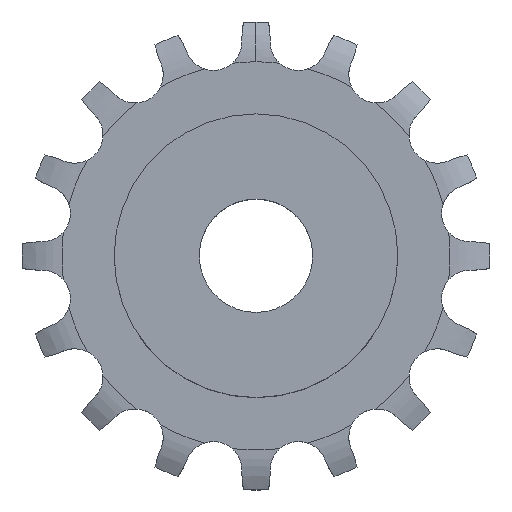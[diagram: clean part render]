
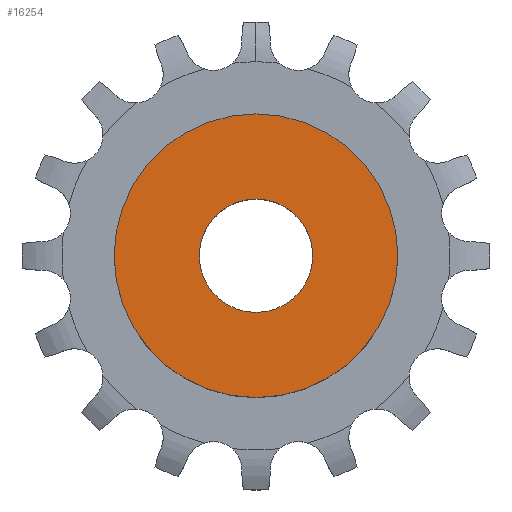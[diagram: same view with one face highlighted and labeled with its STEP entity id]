
A CAD part, top view. The second image highlights one B-rep face of the part: STEP entity #16254.
In plain terms, the highlighted planar face has unit normal (0, 0, 1).
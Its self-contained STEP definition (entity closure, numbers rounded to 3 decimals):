
#2704 = CYLINDRICAL_SURFACE('',#2705,4.);
#2705 = AXIS2_PLACEMENT_3D('',#2706,#2707,#2708);
#2706 = CARTESIAN_POINT('',(0.,0.,48.93));
#2707 = DIRECTION('',(0.,0.,1.));
#2708 = DIRECTION('',(1.,0.,-0.));
#4810 = CYLINDRICAL_SURFACE('',#4811,10.);
#4811 = AXIS2_PLACEMENT_3D('',#4812,#4813,#4814);
#4812 = CARTESIAN_POINT('',(0.,0.,0.));
#4813 = DIRECTION('',(-0.,-0.,-1.));
#4814 = DIRECTION('',(1.,0.,0.));
#13268 = EDGE_CURVE('',#13269,#13269,#13271,.T.);
#13269 = VERTEX_POINT('',#13270);
#13270 = CARTESIAN_POINT('',(4.,0.,11.7));
#13271 = SURFACE_CURVE('',#13272,(#13277,#13284),.PCURVE_S1.);
#13272 = CIRCLE('',#13273,4.);
#13273 = AXIS2_PLACEMENT_3D('',#13274,#13275,#13276);
#13274 = CARTESIAN_POINT('',(0.,0.,11.7));
#13275 = DIRECTION('',(0.,0.,1.));
#13276 = DIRECTION('',(1.,0.,-0.));
#13277 = PCURVE('',#2704,#13278);
#13278 = DEFINITIONAL_REPRESENTATION('',(#13279),#13283);
#13279 = LINE('',#13280,#13281);
#13280 = CARTESIAN_POINT('',(0.,-37.23));
#13281 = VECTOR('',#13282,1.);
#13282 = DIRECTION('',(1.,0.));
#13283 = ( GEOMETRIC_REPRESENTATION_CONTEXT(2) 
PARAMETRIC_REPRESENTATION_CONTEXT() REPRESENTATION_CONTEXT('2D SPACE',''
  ) );
#13284 = PCURVE('',#13285,#13290);
#13285 = PLANE('',#13286);
#13286 = AXIS2_PLACEMENT_3D('',#13287,#13288,#13289);
#13287 = CARTESIAN_POINT('',(0.,0.,11.7));
#13288 = DIRECTION('',(-0.,0.,1.));
#13289 = DIRECTION('',(0.,-1.,0.));
#13290 = DEFINITIONAL_REPRESENTATION('',(#13291),#13295);
#13291 = CIRCLE('',#13292,4.);
#13292 = AXIS2_PLACEMENT_2D('',#13293,#13294);
#13293 = CARTESIAN_POINT('',(0.,0.));
#13294 = DIRECTION('',(0.,1.));
#13295 = ( GEOMETRIC_REPRESENTATION_CONTEXT(2) 
PARAMETRIC_REPRESENTATION_CONTEXT() REPRESENTATION_CONTEXT('2D SPACE',''
  ) );
#15232 = VERTEX_POINT('',#15233);
#15233 = CARTESIAN_POINT('',(10.,0.,11.7));
#15254 = EDGE_CURVE('',#15232,#15232,#15255,.T.);
#15255 = SURFACE_CURVE('',#15256,(#15261,#15268),.PCURVE_S1.);
#15256 = CIRCLE('',#15257,10.);
#15257 = AXIS2_PLACEMENT_3D('',#15258,#15259,#15260);
#15258 = CARTESIAN_POINT('',(0.,0.,11.7));
#15259 = DIRECTION('',(0.,0.,1.));
#15260 = DIRECTION('',(1.,0.,0.));
#15261 = PCURVE('',#4810,#15262);
#15262 = DEFINITIONAL_REPRESENTATION('',(#15263),#15267);
#15263 = LINE('',#15264,#15265);
#15264 = CARTESIAN_POINT('',(-0.,-11.7));
#15265 = VECTOR('',#15266,1.);
#15266 = DIRECTION('',(-1.,0.));
#15267 = ( GEOMETRIC_REPRESENTATION_CONTEXT(2) 
PARAMETRIC_REPRESENTATION_CONTEXT() REPRESENTATION_CONTEXT('2D SPACE',''
  ) );
#15268 = PCURVE('',#13285,#15269);
#15269 = DEFINITIONAL_REPRESENTATION('',(#15270),#15274);
#15270 = CIRCLE('',#15271,10.);
#15271 = AXIS2_PLACEMENT_2D('',#15272,#15273);
#15272 = CARTESIAN_POINT('',(0.,0.));
#15273 = DIRECTION('',(0.,1.));
#15274 = ( GEOMETRIC_REPRESENTATION_CONTEXT(2) 
PARAMETRIC_REPRESENTATION_CONTEXT() REPRESENTATION_CONTEXT('2D SPACE',''
  ) );
#16254 = ADVANCED_FACE('',(#16255,#16258),#13285,.T.);
#16255 = FACE_BOUND('',#16256,.T.);
#16256 = EDGE_LOOP('',(#16257));
#16257 = ORIENTED_EDGE('',*,*,#15254,.T.);
#16258 = FACE_BOUND('',#16259,.T.);
#16259 = EDGE_LOOP('',(#16260));
#16260 = ORIENTED_EDGE('',*,*,#13268,.F.);
